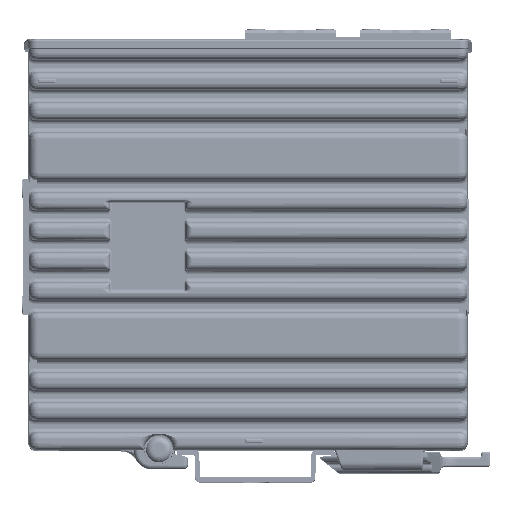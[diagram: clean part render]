
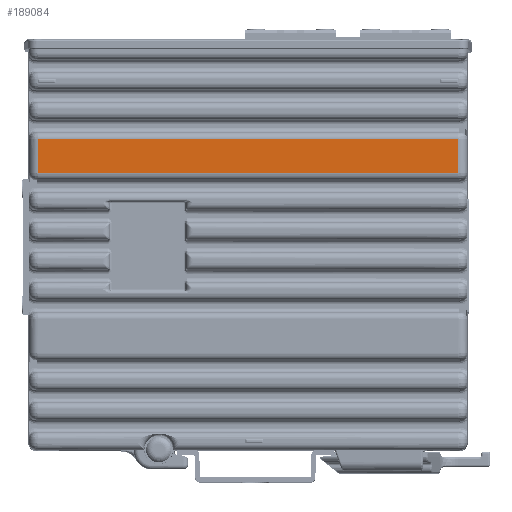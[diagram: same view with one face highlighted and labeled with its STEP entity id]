
A CAD part, left-side view. The second image highlights one B-rep face of the part: STEP entity #189084.
In plain terms, the highlighted face is planar.
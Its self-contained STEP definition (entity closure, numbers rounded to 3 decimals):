
#54670 = AXIS2_PLACEMENT_3D ( 'NONE', #68149, #68180, #68182 ) ;
#68149 = CARTESIAN_POINT ( 'NONE',  ( -14.451, 109.24, 21.5 ) ) ;
#68172 = FACE_OUTER_BOUND ( 'NONE', #215595, .T. ) ;
#68175 = PLANE ( 'NONE',  #54670 ) ;
#68180 = DIRECTION ( 'NONE',  ( 0., 0., -1. ) ) ;
#68182 = DIRECTION ( 'NONE',  ( -1., 0., 0. ) ) ;
#132584 = VERTEX_POINT ( 'NONE', #227767 ) ;
#132586 = VERTEX_POINT ( 'NONE', #227769 ) ;
#134377 = VERTEX_POINT ( 'NONE', #228480 ) ;
#134570 = VERTEX_POINT ( 'NONE', #228661 ) ;
#174802 = EDGE_CURVE ( 'NONE', #132586, #134570, #195130, .T. ) ;
#174804 = EDGE_CURVE ( 'NONE', #134570, #134377, #195007, .T. ) ;
#174806 = EDGE_CURVE ( 'NONE', #134377, #132584, #195152, .T. ) ;
#174808 = EDGE_CURVE ( 'NONE', #132584, #132586, #195163, .T. ) ;
#181295 = ORIENTED_EDGE ( 'NONE', *, *, #174802, .T. ) ;
#181297 = ORIENTED_EDGE ( 'NONE', *, *, #174804, .T. ) ;
#181301 = ORIENTED_EDGE ( 'NONE', *, *, #174806, .T. ) ;
#181305 = ORIENTED_EDGE ( 'NONE', *, *, #174808, .T. ) ;
#183946 = VECTOR ( 'NONE', #195149, 1000. ) ;
#183980 = VECTOR ( 'NONE', #195139, 1000. ) ;
#183986 = VECTOR ( 'NONE', #195160, 1000. ) ;
#183989 = VECTOR ( 'NONE', #195171, 1000. ) ;
#189084 = ADVANCED_FACE ( 'NONE', ( #68172 ), #68175, .F. ) ;
#195007 = LINE ( 'NONE', #195142, #183946 ) ;
#195130 = LINE ( 'NONE', #195136, #183980 ) ;
#195136 = CARTESIAN_POINT ( 'NONE',  ( 1.677, 109.24, 21.5 ) ) ;
#195139 = DIRECTION ( 'NONE',  ( 0., -1., 0. ) ) ;
#195142 = CARTESIAN_POINT ( 'NONE',  ( -14.451, 61.631, 21.5 ) ) ;
#195149 = DIRECTION ( 'NONE',  ( 1., 0., 0. ) ) ;
#195152 = LINE ( 'NONE', #195157, #183986 ) ;
#195157 = CARTESIAN_POINT ( 'NONE',  ( 95.503, 109.24, 21.5 ) ) ;
#195160 = DIRECTION ( 'NONE',  ( 0., 1., 0. ) ) ;
#195163 = LINE ( 'NONE', #195168, #183989 ) ;
#195168 = CARTESIAN_POINT ( 'NONE',  ( -14.451, 69.295, 21.5 ) ) ;
#195171 = DIRECTION ( 'NONE',  ( -1., 0., 0. ) ) ;
#215595 = EDGE_LOOP ( 'NONE', ( #181295, #181297, #181301, #181305 ) ) ;
#227767 = CARTESIAN_POINT ( 'NONE',  ( 95.503, 69.295, 21.5 ) ) ;
#227769 = CARTESIAN_POINT ( 'NONE',  ( 1.677, 69.295, 21.5 ) ) ;
#228480 = CARTESIAN_POINT ( 'NONE',  ( 95.503, 61.631, 21.5 ) ) ;
#228661 = CARTESIAN_POINT ( 'NONE',  ( 1.677, 61.631, 21.5 ) ) ;
